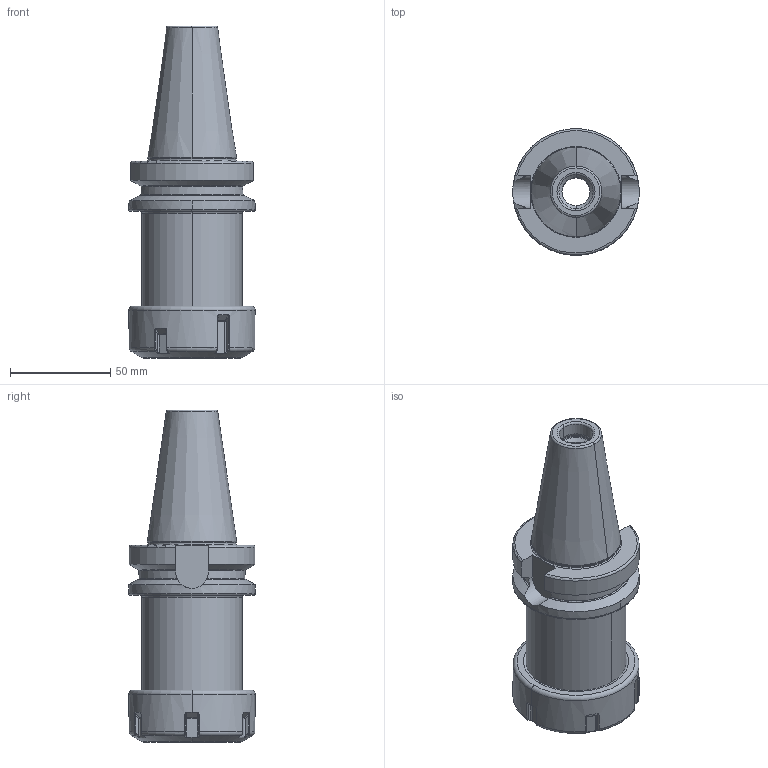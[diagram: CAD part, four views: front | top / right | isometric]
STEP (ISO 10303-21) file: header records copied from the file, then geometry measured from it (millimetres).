
FILE_DESCRIPTION((''),'2;1');
FILE_NAME('405_02_26_1','2020-07-22T',('101107'),(''),'CREO PARAMETRIC BY PTC INC, 2015290','CREO PARAMETRIC BY PTC INC, 2015290','');
FILE_SCHEMA(('CONFIG_CONTROL_DESIGN'));
Length unit declared in the file: millimetre
Products named in the file (1): 405_02_26_1
Bounding box: 63 x 63 x 165.4 mm (x, y, z)
Volume: 226208.9 mm3; surface area: 45441.2 mm2
Topology: 1 solids, 1 shells, 254 faces, 617 edges, 370 vertices
Faces by surface type: cylinder 60, bspline 58, plane 57, torus 47, cone 20, sphere 12
Entity records: 10165 total; most frequent: CARTESIAN_POINT 4599, ORIENTED_EDGE 1234, DIRECTION 1030, EDGE_CURVE 617, AXIS2_PLACEMENT_3D 406, VERTEX_POINT 370, EDGE_LOOP 261, FACE_OUTER_BOUND 254
